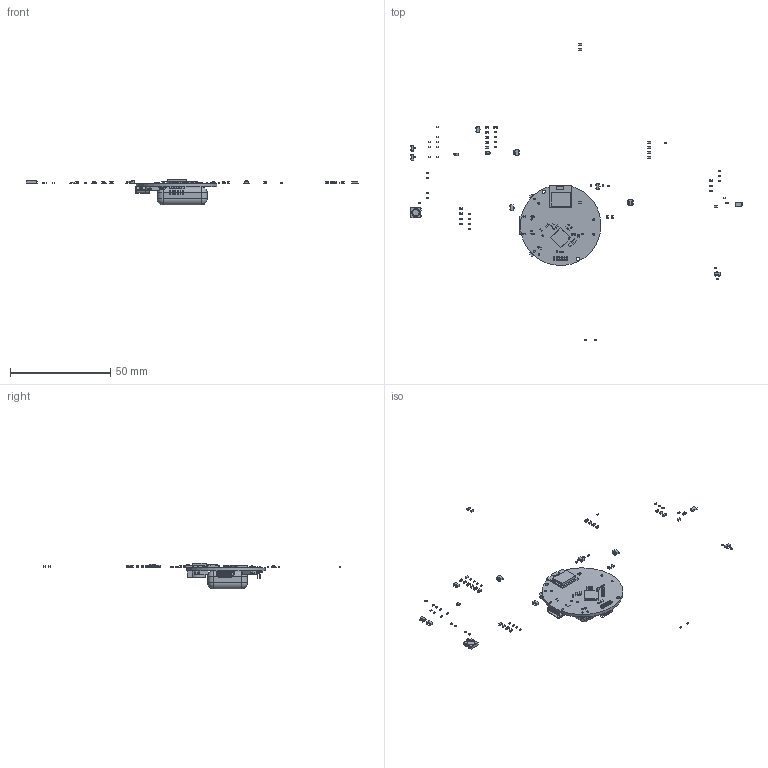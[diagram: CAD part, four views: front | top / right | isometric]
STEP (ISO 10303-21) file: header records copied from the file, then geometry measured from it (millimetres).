
FILE_DESCRIPTION(('KiCad electronic assembly'),'2;1');
FILE_NAME('BEEWATCH MK3.step','2025-01-25T13:50:33',('Pcbnew'),('Kicad') ,'Open CASCADE STEP processor 7.6','KiCad to STEP converter','Unknown' );
FILE_SCHEMA(('AUTOMOTIVE_DESIGN { 1 0 10303 214 1 1 1 1 }'));
Length unit declared in the file: millimetre
Products named in the file (36): BEEWATCH MK3 1; QFN-56-1EP_7x7mm_P0.4mm_EP4x4mm; CQ assembly; R_0402_1005Metric; C_0603_1608Metric; D_SOD-323F; D_SOD_323F; SOT-23; SOT_23; SOT-23-5; SOT_23_5; L_0402_1005Metric; Crystal_SMD_1210-4Pin_1.2x1.0mm; SOT-23-3; RYS8830; Unnamed; LED_WS2812B_PLCC4_5.0x5.0mm_P3.2mm; LED_WS2812B_PLCC4_50x50mm_P32mm; LTC3549EDCB#TRMPBF; ASSEMBLY; UJC-HP-3-SMT-TR--3DModel-STEP-242080; CUI_DEVICES_UJC-HP-3-SMT-TR; BATTERY-BodyFillet002; Fillet002; BUZZER-BodyPocket; Pocket; Tact Switch-TK-074-4 Pin SMD; Pad002; PinHeader_2x06_P1.27mm_Vertical; PinHeader_2x06_P127mm_Vertical; _autosave-BEEWATCH MK3_PCB
Assembly tree (118 placements, depth 3):
  BEEWATCH MK3 1
    QFN-56-1EP_7x7mm_P0.4mm_EP4x4mm
      CQ assembly
    R_0402_1005Metric  x42
      R_0402_1005Metric
    C_0603_1608Metric  x32
      C_0603_1608Metric
    D_SOD-323F  x2
      D_SOD_323F
    SOT-23  x6
      SOT_23
    SOT-23-5  x2
      SOT_23_5
    L_0402_1005Metric  x3
      L_0402_1005Metric
    Crystal_SMD_1210-4Pin_1.2x1.0mm
      Crystal_SMD_1210-4Pin_1.2x1.0mm
    SOT-23-3  x2
      SOT-23-3
    RYS8830
      Unnamed
    LED_WS2812B_PLCC4_5.0x5.0mm_P3.2mm
      LED_WS2812B_PLCC4_50x50mm_P32mm
    LTC3549EDCB#TRMPBF
      ASSEMBLY
    UJC-HP-3-SMT-TR--3DModel-STEP-242080
      CUI_DEVICES_UJC-HP-3-SMT-TR
    BATTERY-BodyFillet002
      Fillet002
    BUZZER-BodyPocket
      Pocket
    Tact Switch-TK-074-4 Pin SMD  x2
      Pad002
    PinHeader_2x06_P1.27mm_Vertical
      PinHeader_2x06_P127mm_Vertical
    _autosave-BEEWATCH MK3_PCB
Bounding box: 165.77 x 148.15 x 12.9 mm (x, y, z)
Volume: 6817.4 mm3; surface area: 6701 mm2
Topology: 168 solids, 198 shells, 5152 faces, 13099 edges, 8451 vertices
Faces by surface type: plane 3443, cylinder 1364, bspline 274, torus 44, cone 19, sphere 8
Full cylindrical faces by diameter (mm): 0.25 x1, 0.5 x1, 0.65 x14, 0.8 x4, 0.894 x4, 1 x2, 1.612 x2, 3.333 x1
Entity records: 85426 total; most frequent: CARTESIAN_POINT 14180, ORIENTED_EDGE 12806, DIRECTION 12512, EDGE_CURVE 6403, LINE 5102, VECTOR 5102, VERTEX_POINT 4128, AXIS2_PLACEMENT_3D 3705
